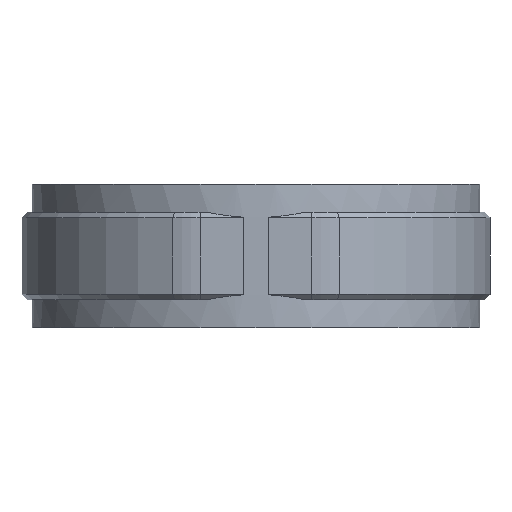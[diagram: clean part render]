
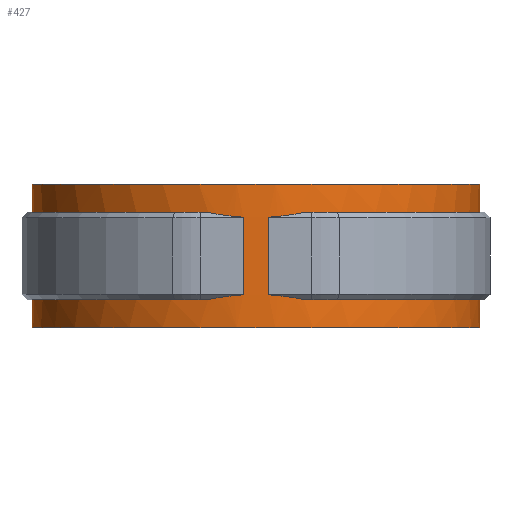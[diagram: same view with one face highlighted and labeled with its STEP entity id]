
A CAD part, front view. The second image highlights one B-rep face of the part: STEP entity #427.
In plain terms, the highlighted cylindrical face has radius 43.65 mm (diameter 87.3 mm), a partial arc.
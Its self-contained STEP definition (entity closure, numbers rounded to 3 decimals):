
#427 = ADVANCED_FACE( '', ( #762 ), #763, .T. );
#762 = FACE_OUTER_BOUND( '', #1750, .T. );
#763 = CYLINDRICAL_SURFACE( '', #1751, 43.65 );
#1750 = EDGE_LOOP( '', ( #3464, #3465, #3466, #3467, #3468, #3469, #3470, #3471, #3472, #3473, #3474, #3475, #3476, #3477, #3478, #3479 ) );
#1751 = AXIS2_PLACEMENT_3D( '', #3480, #3481, #3482 );
#3464 = ORIENTED_EDGE( '', *, *, #4552, .F. );
#3465 = ORIENTED_EDGE( '', *, *, #4510, .T. );
#3466 = ORIENTED_EDGE( '', *, *, #4550, .T. );
#3467 = ORIENTED_EDGE( '', *, *, #4493, .T. );
#3468 = ORIENTED_EDGE( '', *, *, #4565, .T. );
#3469 = ORIENTED_EDGE( '', *, *, #4526, .F. );
#3470 = ORIENTED_EDGE( '', *, *, #4599, .T. );
#3471 = ORIENTED_EDGE( '', *, *, #4521, .T. );
#3472 = ORIENTED_EDGE( '', *, *, #4598, .F. );
#3473 = ORIENTED_EDGE( '', *, *, #4539, .T. );
#3474 = ORIENTED_EDGE( '', *, *, #4600, .F. );
#3475 = ORIENTED_EDGE( '', *, *, #4529, .F. );
#3476 = ORIENTED_EDGE( '', *, *, #4596, .F. );
#3477 = ORIENTED_EDGE( '', *, *, #4499, .T. );
#3478 = ORIENTED_EDGE( '', *, *, #4548, .F. );
#3479 = ORIENTED_EDGE( '', *, *, #4558, .T. );
#3480 = CARTESIAN_POINT( '', ( 0., 0., -14. ) );
#3481 = DIRECTION( '', ( 0., 0., -1. ) );
#3482 = DIRECTION( '', ( -1., 0., 0. ) );
#4493 = EDGE_CURVE( '', #5233, #5234, #5235, .T. );
#4499 = EDGE_CURVE( '', #5246, #5244, #5247, .T. );
#4510 = EDGE_CURVE( '', #5265, #5263, #5266, .T. );
#4521 = EDGE_CURVE( '', #5284, #5282, #5285, .T. );
#4526 = EDGE_CURVE( '', #5292, #5294, #5295, .T. );
#4529 = EDGE_CURVE( '', #5297, #5299, #5300, .T. );
#4539 = EDGE_CURVE( '', #5316, #5314, #5317, .F. );
#4548 = EDGE_CURVE( '', #5328, #5244, #5330, .T. );
#4550 = EDGE_CURVE( '', #5263, #5233, #5332, .T. );
#4552 = EDGE_CURVE( '', #5265, #5335, #5336, .F. );
#4558 = EDGE_CURVE( '', #5328, #5335, #5343, .F. );
#4565 = EDGE_CURVE( '', #5234, #5294, #5352, .T. );
#4596 = EDGE_CURVE( '', #5246, #5297, #5395, .T. );
#4598 = EDGE_CURVE( '', #5316, #5282, #5397, .T. );
#4599 = EDGE_CURVE( '', #5292, #5284, #5398, .T. );
#4600 = EDGE_CURVE( '', #5299, #5314, #5399, .T. );
#5233 = VERTEX_POINT( '', #7857 );
#5234 = VERTEX_POINT( '', #7858 );
#5235 = LINE( '', #7859, #7860 );
#5244 = VERTEX_POINT( '', #7877 );
#5246 = VERTEX_POINT( '', #7880 );
#5247 = LINE( '', #7881, #7882 );
#5263 = VERTEX_POINT( '', #7903 );
#5265 = VERTEX_POINT( '', #7906 );
#5266 = ELLIPSE( '', #7907, 61.73, 43.65 );
#5282 = VERTEX_POINT( '', #7928 );
#5284 = VERTEX_POINT( '', #7931 );
#5285 = ELLIPSE( '', #7932, 61.73, 43.65 );
#5292 = VERTEX_POINT( '', #7944 );
#5294 = VERTEX_POINT( '', #7947 );
#5295 = LINE( '', #7948, #7949 );
#5297 = VERTEX_POINT( '', #7952 );
#5299 = VERTEX_POINT( '', #7955 );
#5300 = LINE( '', #7956, #7957 );
#5314 = VERTEX_POINT( '', #7977 );
#5316 = VERTEX_POINT( '', #7980 );
#5317 = ELLIPSE( '', #7981, 61.73, 43.65 );
#5328 = VERTEX_POINT( '', #7995 );
#5330 = CIRCLE( '', #7998, 43.65 );
#5332 = CIRCLE( '', #8001, 43.65 );
#5335 = VERTEX_POINT( '', #8005 );
#5336 = LINE( '', #8006, #8007 );
#5343 = ELLIPSE( '', #8042, 61.73, 43.65 );
#5352 = CIRCLE( '', #8055, 43.65 );
#5395 = CIRCLE( '', #8166, 43.65 );
#5397 = LINE( '', #8169, #8170 );
#5398 = CIRCLE( '', #8171, 43.65 );
#5399 = CIRCLE( '', #8172, 43.65 );
#7857 = CARTESIAN_POINT( '', ( 6., 43.236, 8.5 ) );
#7858 = CARTESIAN_POINT( '', ( 6., 43.236, 14. ) );
#7859 = CARTESIAN_POINT( '', ( 6., 43.236, -14. ) );
#7860 = VECTOR( '', #9065, 1000. );
#7877 = CARTESIAN_POINT( '', ( 6., 43.236, -8.5 ) );
#7880 = CARTESIAN_POINT( '', ( 6., 43.236, -14. ) );
#7881 = CARTESIAN_POINT( '', ( 6., 43.236, -14. ) );
#7882 = VECTOR( '', #9069, 1000. );
#7903 = CARTESIAN_POINT( '', ( 9.29, -42.65, 8.5 ) );
#7906 = CARTESIAN_POINT( '', ( 2.5, -43.578, 7.572 ) );
#7907 = AXIS2_PLACEMENT_3D( '', #9088, #9089, #9090 );
#7928 = CARTESIAN_POINT( '', ( -2.5, -43.578, 7.572 ) );
#7931 = CARTESIAN_POINT( '', ( -9.29, -42.65, 8.5 ) );
#7932 = AXIS2_PLACEMENT_3D( '', #9109, #9110, #9111 );
#7944 = CARTESIAN_POINT( '', ( -6., 43.236, 8.5 ) );
#7947 = CARTESIAN_POINT( '', ( -6., 43.236, 14. ) );
#7948 = CARTESIAN_POINT( '', ( -6., 43.236, -14. ) );
#7949 = VECTOR( '', #9115, 1000. );
#7952 = CARTESIAN_POINT( '', ( -6., 43.236, -14. ) );
#7955 = CARTESIAN_POINT( '', ( -6., 43.236, -8.5 ) );
#7956 = CARTESIAN_POINT( '', ( -6., 43.236, -14. ) );
#7957 = VECTOR( '', #9118, 1000. );
#7977 = CARTESIAN_POINT( '', ( -9.29, -42.65, -8.5 ) );
#7980 = CARTESIAN_POINT( '', ( -2.5, -43.578, -7.572 ) );
#7981 = AXIS2_PLACEMENT_3D( '', #9135, #9136, #9137 );
#7995 = CARTESIAN_POINT( '', ( 9.29, -42.65, -8.5 ) );
#7998 = AXIS2_PLACEMENT_3D( '', #9154, #9155, #9156 );
#8001 = AXIS2_PLACEMENT_3D( '', #9158, #9159, #9160 );
#8005 = CARTESIAN_POINT( '', ( 2.5, -43.578, -7.572 ) );
#8006 = CARTESIAN_POINT( '', ( 2.5, -43.578, -14. ) );
#8007 = VECTOR( '', #9162, 1000. );
#8042 = AXIS2_PLACEMENT_3D( '', #9165, #9166, #9167 );
#8055 = AXIS2_PLACEMENT_3D( '', #9178, #9179, #9180 );
#8166 = AXIS2_PLACEMENT_3D( '', #9227, #9228, #9229 );
#8169 = CARTESIAN_POINT( '', ( -2.5, -43.578, -14. ) );
#8170 = VECTOR( '', #9231, 1000. );
#8171 = AXIS2_PLACEMENT_3D( '', #9232, #9233, #9234 );
#8172 = AXIS2_PLACEMENT_3D( '', #9235, #9236, #9237 );
#9065 = DIRECTION( '', ( 0., 0., 1. ) );
#9069 = DIRECTION( '', ( 0., 0., 1. ) );
#9088 = CARTESIAN_POINT( '', ( 0., 0., 51.15 ) );
#9089 = DIRECTION( '', ( 0., -0.707, 0.707 ) );
#9090 = DIRECTION( '', ( 0., 0.707, 0.707 ) );
#9109 = CARTESIAN_POINT( '', ( 0., 0., 51.15 ) );
#9110 = DIRECTION( '', ( 0., -0.707, 0.707 ) );
#9111 = DIRECTION( '', ( 0., 0.707, 0.707 ) );
#9115 = DIRECTION( '', ( 0., 0., 1. ) );
#9118 = DIRECTION( '', ( 0., 0., 1. ) );
#9135 = CARTESIAN_POINT( '', ( 0., 0., -51.15 ) );
#9136 = DIRECTION( '', ( 0., 0.707, 0.707 ) );
#9137 = DIRECTION( '', ( 0., -0.707, 0.707 ) );
#9154 = CARTESIAN_POINT( '', ( 0., 0., -8.5 ) );
#9155 = DIRECTION( '', ( 0., 0., 1. ) );
#9156 = DIRECTION( '', ( 1., 0., 0. ) );
#9158 = CARTESIAN_POINT( '', ( 0., 0., 8.5 ) );
#9159 = DIRECTION( '', ( 0., 0., 1. ) );
#9160 = DIRECTION( '', ( 1., 0., 0. ) );
#9162 = DIRECTION( '', ( 0., 0., 1. ) );
#9165 = CARTESIAN_POINT( '', ( 0., 0., -51.15 ) );
#9166 = DIRECTION( '', ( 0., 0.707, 0.707 ) );
#9167 = DIRECTION( '', ( 0., -0.707, 0.707 ) );
#9178 = CARTESIAN_POINT( '', ( 0., 0., 14. ) );
#9179 = DIRECTION( '', ( 0., 0., -1. ) );
#9180 = DIRECTION( '', ( 1., 0., 0. ) );
#9227 = CARTESIAN_POINT( '', ( 0., 0., -14. ) );
#9228 = DIRECTION( '', ( 0., 0., -1. ) );
#9229 = DIRECTION( '', ( 1., 0., 0. ) );
#9231 = DIRECTION( '', ( 0., 0., 1. ) );
#9232 = CARTESIAN_POINT( '', ( 0., 0., 8.5 ) );
#9233 = DIRECTION( '', ( 0., 0., 1. ) );
#9234 = DIRECTION( '', ( 1., 0., 0. ) );
#9235 = CARTESIAN_POINT( '', ( 0., 0., -8.5 ) );
#9236 = DIRECTION( '', ( 0., 0., 1. ) );
#9237 = DIRECTION( '', ( 1., 0., 0. ) );
